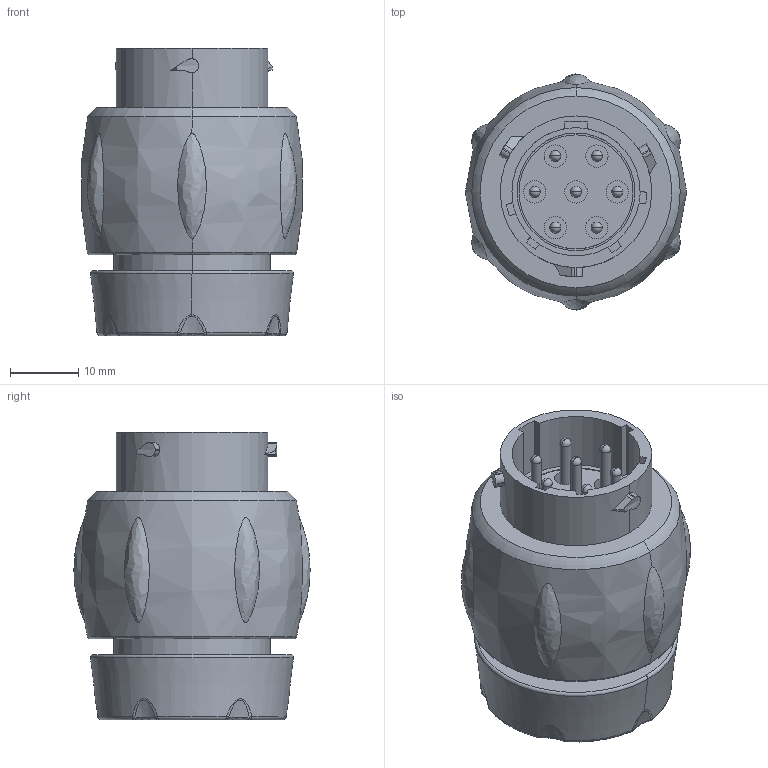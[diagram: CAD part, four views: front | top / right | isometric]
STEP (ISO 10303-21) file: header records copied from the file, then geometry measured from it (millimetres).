
FILE_DESCRIPTION((''),'2;1');
FILE_NAME('UTS1GN147P_CATALOGUE_SW0001','2019-01-09T',('lcourtois'),('SOURIAU'),'PRO/ENGINEER BY PARAMETRIC TECHNOLOGY CORPORATION, 2014000','PRO/ENGINEER BY PARAMETRIC TECHNOLOGY CORPORATION, 2014000','');
FILE_SCHEMA(('CONFIG_CONTROL_DESIGN'));
Length unit declared in the file: millimetre
Products named in the file (1): UTS1GN147P_CATALOGUE_SW0001
Bounding box: 32.3 x 34.5 x 42 mm (x, y, z)
Volume: 24979.9 mm3; surface area: 7423.5 mm2
Topology: 1 solids, 1 shells, 205 faces, 478 edges, 294 vertices
Faces by surface type: cylinder 66, plane 55, bspline 42, torus 14, cone 14, sphere 14
Entity records: 9221 total; most frequent: CARTESIAN_POINT 3283, ORIENTED_EDGE 928, DIRECTION 918, EDGE_CURVE 464, AXIS2_PLACEMENT_3D 389, VERTEX_POINT 294, EDGE_LOOP 238, CIRCLE 226
